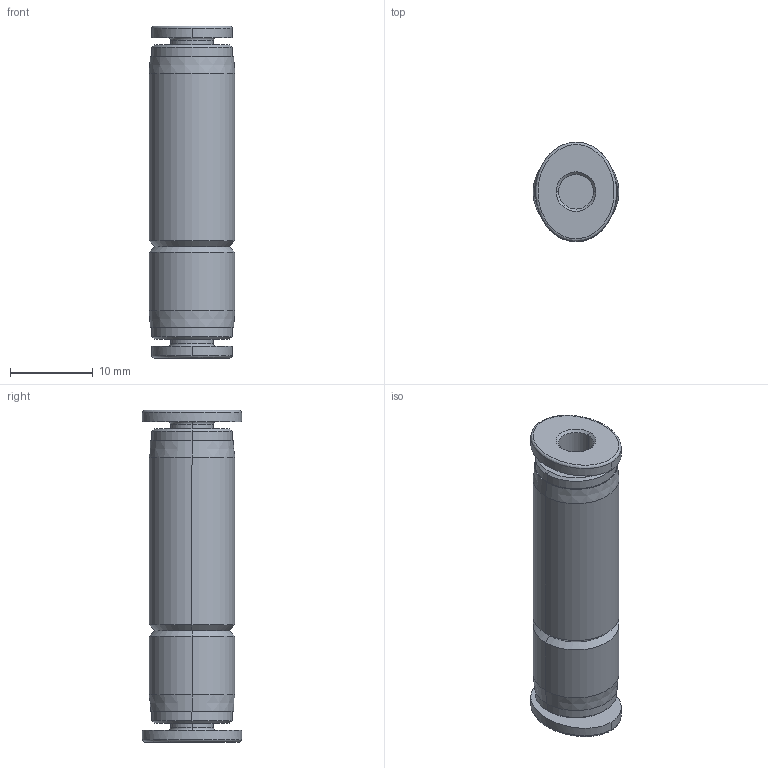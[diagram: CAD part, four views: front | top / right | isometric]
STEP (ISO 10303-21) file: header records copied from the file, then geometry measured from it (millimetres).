
FILE_DESCRIPTION((''),'2;1');
FILE_NAME('PCVU04-mdt.stp','2017-07-24T11:43:09',(''),(''),'Mechanical Desktop 2009','Mechanical Desktop 2009',', , ');
FILE_SCHEMA(('CONFIG_CONTROL_DESIGN'));
Length unit declared in the file: millimetre
Products named in the file (3): PCVU04-MDTA; PCVU04-MDT; COLLAR-L04
Assembly tree (2 placements, depth 2):
  PCVU04-MDTA
    PCVU04-MDT
    COLLAR-L04
Bounding box: 10.4 x 12 x 40.2 mm (x, y, z)
Volume: 2840.4 mm3; surface area: 2113.3 mm2
Topology: 1 solids, 1 shells, 52 faces, 102 edges, 60 vertices
Faces by surface type: cone 16, cylinder 16, bspline 10, plane 10
Entity records: 2111 total; most frequent: CARTESIAN_POINT 921, DIRECTION 246, ORIENTED_EDGE 204, AXIS2_PLACEMENT_3D 105, EDGE_CURVE 102, VERTEX_POINT 60, EDGE_LOOP 60, CIRCLE 56
